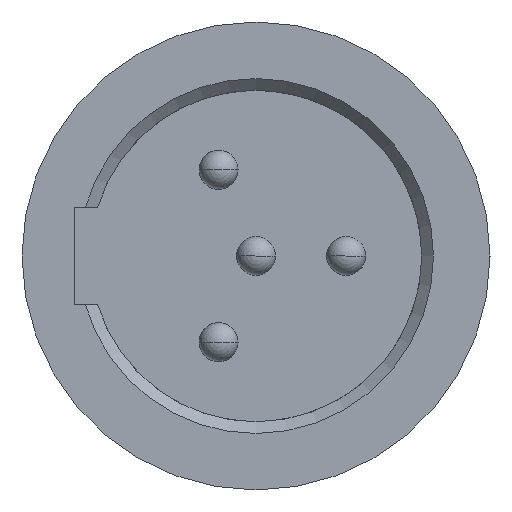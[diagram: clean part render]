
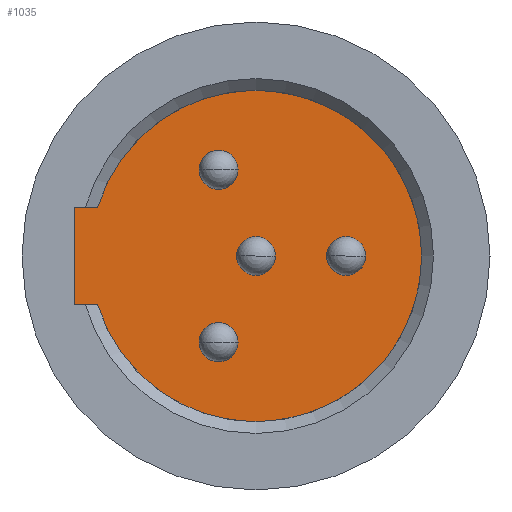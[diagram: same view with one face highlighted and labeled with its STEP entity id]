
A CAD part, left-side view. The second image highlights one B-rep face of the part: STEP entity #1035.
In plain terms, the highlighted planar face has unit normal (-1, 0, 0).
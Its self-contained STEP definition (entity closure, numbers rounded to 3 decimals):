
#282=CARTESIAN_POINT('',(9.3,0.,0.));
#283=DIRECTION('',(1.,0.,0.));
#284=DIRECTION('',(0.,0.956,0.294));
#285=AXIS2_PLACEMENT_3D('',#282,#283,#284);
#287=DIRECTION('',(0.,1.,0.));
#288=VECTOR('',#287,0.588);
#289=CARTESIAN_POINT('',(9.3,4.062,-1.25));
#290=LINE('',#289,#288);
#291=DIRECTION('',(0.,0.,1.));
#292=VECTOR('',#291,2.5);
#293=CARTESIAN_POINT('',(9.3,4.65,-1.25));
#294=LINE('',#293,#292);
#295=DIRECTION('',(0.,-1.,0.));
#296=VECTOR('',#295,0.588);
#297=CARTESIAN_POINT('',(9.3,4.65,1.25));
#298=LINE('',#297,#296);
#299=CARTESIAN_POINT('',(9.3,0.,0.));
#300=DIRECTION('',(-1.,0.,0.));
#301=DIRECTION('',(0.,-1.,0.));
#302=AXIS2_PLACEMENT_3D('',#299,#300,#301);
#304=CARTESIAN_POINT('',(9.3,0.,0.));
#305=DIRECTION('',(-1.,0.,0.));
#306=DIRECTION('',(0.,1.,0.));
#307=AXIS2_PLACEMENT_3D('',#304,#305,#306);
#309=CARTESIAN_POINT('',(9.3,0.96,2.21));
#310=DIRECTION('',(-1.,0.,0.));
#311=DIRECTION('',(0.,-1.,0.));
#312=AXIS2_PLACEMENT_3D('',#309,#310,#311);
#314=CARTESIAN_POINT('',(9.3,0.96,2.21));
#315=DIRECTION('',(-1.,0.,0.));
#316=DIRECTION('',(0.,1.,0.));
#317=AXIS2_PLACEMENT_3D('',#314,#315,#316);
#319=CARTESIAN_POINT('',(9.3,0.96,-2.21));
#320=DIRECTION('',(-1.,0.,0.));
#321=DIRECTION('',(0.,-1.,0.));
#322=AXIS2_PLACEMENT_3D('',#319,#320,#321);
#324=CARTESIAN_POINT('',(9.3,0.96,-2.21));
#325=DIRECTION('',(-1.,0.,0.));
#326=DIRECTION('',(0.,1.,0.));
#327=AXIS2_PLACEMENT_3D('',#324,#325,#326);
#329=CARTESIAN_POINT('',(9.3,-2.31,0.));
#330=DIRECTION('',(-1.,0.,0.));
#331=DIRECTION('',(0.,-1.,0.));
#332=AXIS2_PLACEMENT_3D('',#329,#330,#331);
#334=CARTESIAN_POINT('',(9.3,-2.31,0.));
#335=DIRECTION('',(-1.,0.,0.));
#336=DIRECTION('',(0.,1.,0.));
#337=AXIS2_PLACEMENT_3D('',#334,#335,#336);
#519=CARTESIAN_POINT('',(9.3,4.65,-1.25));
#520=VERTEX_POINT('',#519);
#521=CARTESIAN_POINT('',(9.3,4.062,-1.25));
#522=VERTEX_POINT('',#521);
#525=CARTESIAN_POINT('',(9.3,4.65,1.25));
#526=VERTEX_POINT('',#525);
#528=CARTESIAN_POINT('',(9.3,4.062,1.25));
#529=VERTEX_POINT('',#528);
#536=CARTESIAN_POINT('',(9.3,-0.5,0.));
#537=CARTESIAN_POINT('',(9.3,0.5,0.));
#538=VERTEX_POINT('',#536);
#539=VERTEX_POINT('',#537);
#540=CARTESIAN_POINT('',(9.3,0.46,2.21));
#541=CARTESIAN_POINT('',(9.3,1.46,2.21));
#542=VERTEX_POINT('',#540);
#543=VERTEX_POINT('',#541);
#544=CARTESIAN_POINT('',(9.3,0.46,-2.21));
#545=CARTESIAN_POINT('',(9.3,1.46,-2.21));
#546=VERTEX_POINT('',#544);
#547=VERTEX_POINT('',#545);
#548=CARTESIAN_POINT('',(9.3,-2.81,0.));
#549=CARTESIAN_POINT('',(9.3,-1.81,0.));
#550=VERTEX_POINT('',#548);
#551=VERTEX_POINT('',#549);
#1000=CARTESIAN_POINT('',(9.3,0.,0.));
#1001=DIRECTION('',(1.,0.,0.));
#1002=DIRECTION('',(0.,-1.,0.));
#1003=AXIS2_PLACEMENT_3D('',#1000,#1001,#1002);
#1004=PLANE('',#1003);
#1005=ORIENTED_EDGE('',*,*,#994,.T.);
#1006=ORIENTED_EDGE('',*,*,#924,.T.);
#1007=ORIENTED_EDGE('',*,*,#941,.T.);
#1008=ORIENTED_EDGE('',*,*,#957,.T.);
#1009=EDGE_LOOP('',(#1005,#1006,#1007,#1008));
#1010=FACE_OUTER_BOUND('',#1009,.F.);
#1012=ORIENTED_EDGE('',*,*,#1011,.T.);
#1014=ORIENTED_EDGE('',*,*,#1013,.T.);
#1015=EDGE_LOOP('',(#1012,#1014));
#1016=FACE_BOUND('',#1015,.F.);
#1018=ORIENTED_EDGE('',*,*,#1017,.T.);
#1020=ORIENTED_EDGE('',*,*,#1019,.T.);
#1021=EDGE_LOOP('',(#1018,#1020));
#1022=FACE_BOUND('',#1021,.F.);
#1024=ORIENTED_EDGE('',*,*,#1023,.T.);
#1026=ORIENTED_EDGE('',*,*,#1025,.T.);
#1027=EDGE_LOOP('',(#1024,#1026));
#1028=FACE_BOUND('',#1027,.F.);
#1030=ORIENTED_EDGE('',*,*,#1029,.T.);
#1032=ORIENTED_EDGE('',*,*,#1031,.T.);
#1033=EDGE_LOOP('',(#1030,#1032));
#1034=FACE_BOUND('',#1033,.F.);
#286=CIRCLE('',#285,4.25);
#303=CIRCLE('',#302,0.5);
#308=CIRCLE('',#307,0.5);
#313=CIRCLE('',#312,0.5);
#318=CIRCLE('',#317,0.5);
#323=CIRCLE('',#322,0.5);
#328=CIRCLE('',#327,0.5);
#333=CIRCLE('',#332,0.5);
#338=CIRCLE('',#337,0.5);
#924=EDGE_CURVE('',#522,#520,#290,.T.);
#941=EDGE_CURVE('',#520,#526,#294,.T.);
#957=EDGE_CURVE('',#526,#529,#298,.T.);
#994=EDGE_CURVE('',#529,#522,#286,.T.);
#1011=EDGE_CURVE('',#538,#539,#303,.T.);
#1013=EDGE_CURVE('',#539,#538,#308,.T.);
#1017=EDGE_CURVE('',#542,#543,#313,.T.);
#1019=EDGE_CURVE('',#543,#542,#318,.T.);
#1023=EDGE_CURVE('',#546,#547,#323,.T.);
#1025=EDGE_CURVE('',#547,#546,#328,.T.);
#1029=EDGE_CURVE('',#550,#551,#333,.T.);
#1031=EDGE_CURVE('',#551,#550,#338,.T.);
#1035=ADVANCED_FACE('',(#1010,#1016,#1022,#1028,#1034),#1004,.F.);
